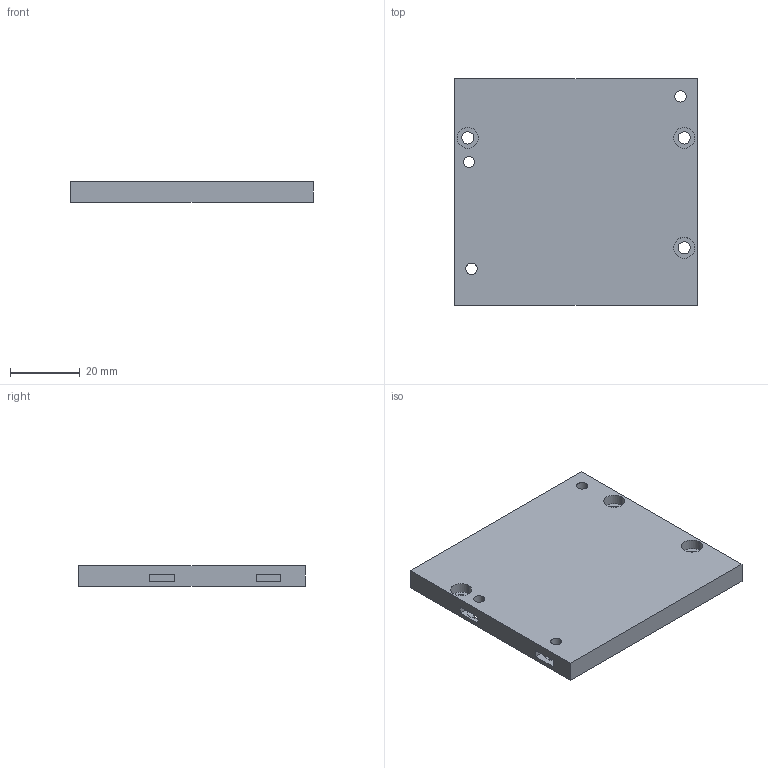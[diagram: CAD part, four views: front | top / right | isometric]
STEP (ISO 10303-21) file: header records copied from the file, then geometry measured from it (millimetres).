
FILE_DESCRIPTION (( 'STEP AP214' ), '1' );
FILE_NAME ('sv06.STEP', '2024-08-19T13:38:35', ( '' ), ( '' ), 'SwSTEP 2.0', 'SolidWorks 2022', '' );
FILE_SCHEMA (( 'AUTOMOTIVE_DESIGN' ));
Length unit declared in the file: millimetre
Products named in the file (1): sv06
Bounding box: 69.5 x 65 x 6 mm (x, y, z)
Volume: 26251.9 mm3; surface area: 11315.3 mm2
Topology: 1 solids, 1 shells, 54 faces, 132 edges, 86 vertices
Faces by surface type: cylinder 24, plane 24, cone 6
Entity records: 1672 total; most frequent: DIRECTION 296, CARTESIAN_POINT 273, ORIENTED_EDGE 264, EDGE_CURVE 132, AXIS2_PLACEMENT_3D 109, VERTEX_POINT 86, VECTOR 78, LINE 78
